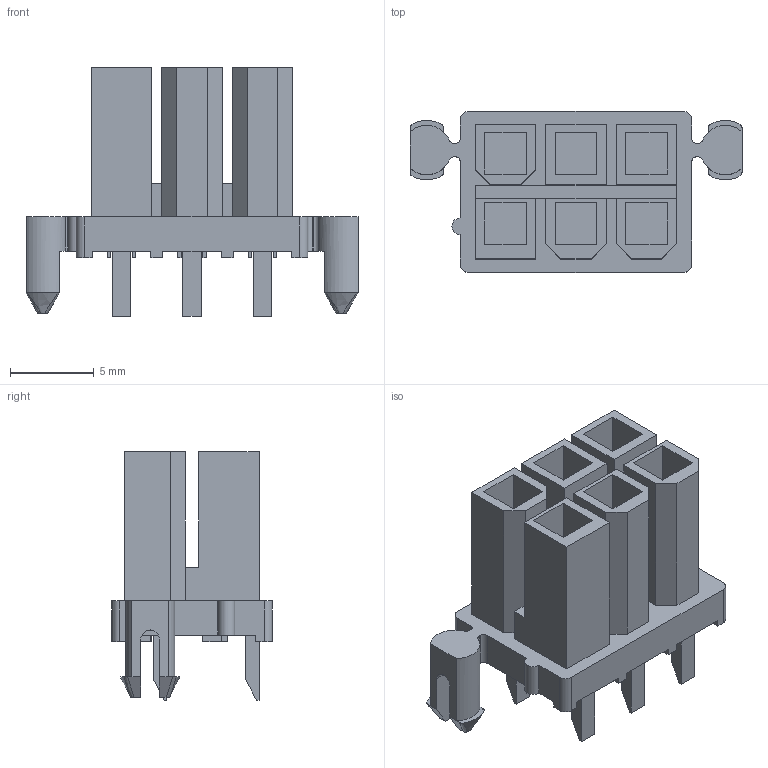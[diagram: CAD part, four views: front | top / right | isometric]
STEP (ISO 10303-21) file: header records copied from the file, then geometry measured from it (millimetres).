
FILE_DESCRIPTION((''),'2;1');
FILE_NAME('460100622','2016-07-15T',('rlalsangi'),(''),'PRO/ENGINEER BY PARAMETRIC TECHNOLOGY CORPORATION, 2012310','PRO/ENGINEER BY PARAMETRIC TECHNOLOGY CORPORATION, 2012310','');
FILE_SCHEMA(('CONFIG_CONTROL_DESIGN'));
Length unit declared in the file: millimetre
Products named in the file (1): 460100622
Bounding box: 19.8 x 9.6 x 14.84 mm (x, y, z)
Volume: 661.2 mm3; surface area: 1912.3 mm2
Topology: 1 solids, 1 shells, 277 faces, 741 edges, 495 vertices
Faces by surface type: plane 246, cylinder 19, bspline 8, cone 4
Entity records: 8753 total; most frequent: CARTESIAN_POINT 1823, ORIENTED_EDGE 1446, DIRECTION 1319, EDGE_CURVE 723, VECTOR 639, LINE 639, VERTEX_POINT 475, AXIS2_PLACEMENT_3D 340
